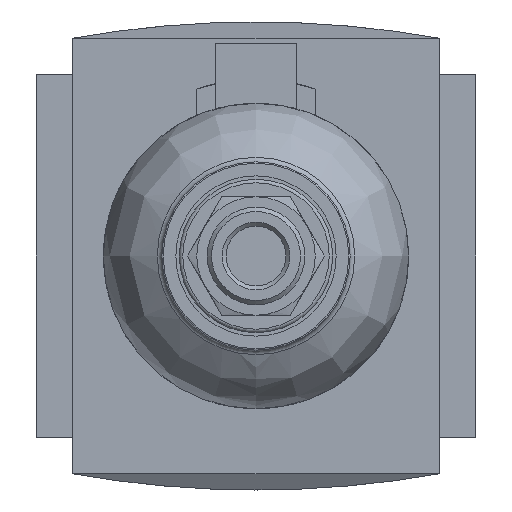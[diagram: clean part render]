
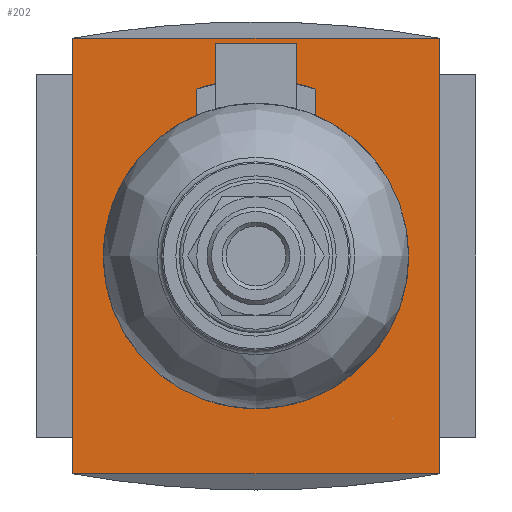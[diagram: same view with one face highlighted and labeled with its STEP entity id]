
A CAD part, front view. The second image highlights one B-rep face of the part: STEP entity #202.
In plain terms, the highlighted planar face has unit normal (0, -1, 0).
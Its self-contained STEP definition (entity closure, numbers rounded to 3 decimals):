
#202 = ADVANCED_FACE( '', ( #552 ), #553, .F. );
#552 = FACE_OUTER_BOUND( '', #1218, .T. );
#553 = PLANE( '', #1219 );
#1218 = EDGE_LOOP( '', ( #2077, #2078, #2079, #2080 ) );
#1219 = AXIS2_PLACEMENT_3D( '', #2081, #2082, #2083 );
#2077 = ORIENTED_EDGE( '', *, *, #4318, .F. );
#2078 = ORIENTED_EDGE( '', *, *, #4311, .T. );
#2079 = ORIENTED_EDGE( '', *, *, #4319, .F. );
#2080 = ORIENTED_EDGE( '', *, *, #4313, .T. );
#2081 = CARTESIAN_POINT( '', ( 0., -37.5, 116.435 ) );
#2082 = DIRECTION( '', ( 0., 1., 0. ) );
#2083 = DIRECTION( '', ( 0., 0., 1. ) );
#4311 = EDGE_CURVE( '', #5118, #5119, #5120, .T. );
#4313 = EDGE_CURVE( '', #5018, #5022, #5122, .T. );
#4318 = EDGE_CURVE( '', #5118, #5022, #5127, .T. );
#4319 = EDGE_CURVE( '', #5018, #5119, #5128, .T. );
#5018 = VERTEX_POINT( '', #6277 );
#5022 = VERTEX_POINT( '', #6282 );
#5118 = VERTEX_POINT( '', #6417 );
#5119 = VERTEX_POINT( '', #6418 );
#5120 = LINE( '', #6419, #6420 );
#5122 = LINE( '', #6422, #6423 );
#5127 = LINE( '', #6432, #6433 );
#5128 = LINE( '', #6434, #6435 );
#6277 = CARTESIAN_POINT( '', ( 26.25, -37.5, 31.25 ) );
#6282 = CARTESIAN_POINT( '', ( -26.25, -37.5, 31.25 ) );
#6417 = CARTESIAN_POINT( '', ( -26.25, -37.5, -31.25 ) );
#6418 = CARTESIAN_POINT( '', ( 26.25, -37.5, -31.25 ) );
#6419 = CARTESIAN_POINT( '', ( 0., -37.5, -31.25 ) );
#6420 = VECTOR( '', #8218, 1000. );
#6422 = CARTESIAN_POINT( '', ( 0., -37.5, 31.25 ) );
#6423 = VECTOR( '', #8222, 1000. );
#6432 = CARTESIAN_POINT( '', ( -26.25, -37.5, -31.25 ) );
#6433 = VECTOR( '', #8227, 1000. );
#6434 = CARTESIAN_POINT( '', ( 26.25, -37.5, 31.25 ) );
#6435 = VECTOR( '', #8228, 1000. );
#8218 = DIRECTION( '', ( 1., 0., 0. ) );
#8222 = DIRECTION( '', ( -1., 0., 0. ) );
#8227 = DIRECTION( '', ( 0., 0., 1. ) );
#8228 = DIRECTION( '', ( 0., 0., -1. ) );
